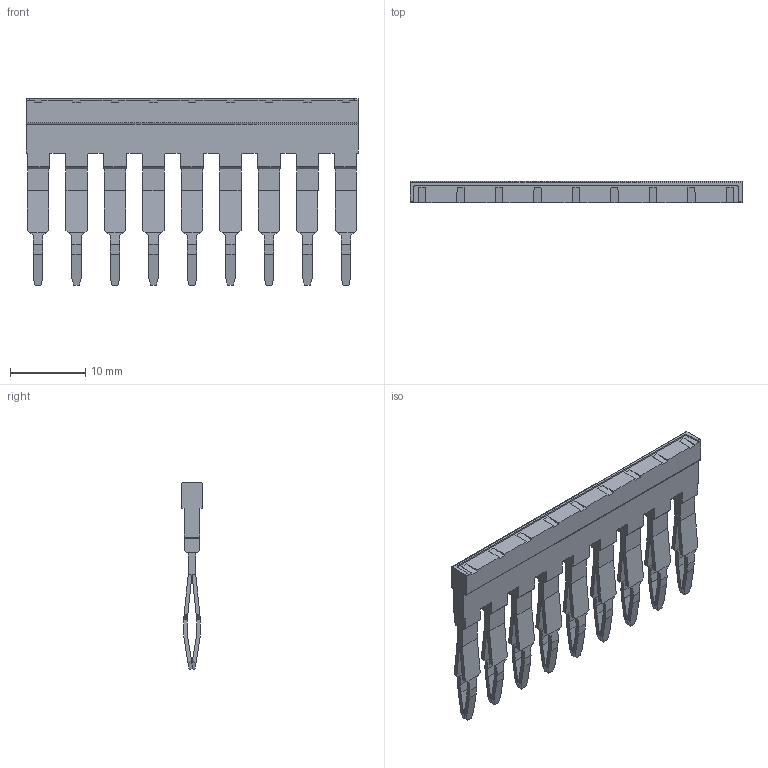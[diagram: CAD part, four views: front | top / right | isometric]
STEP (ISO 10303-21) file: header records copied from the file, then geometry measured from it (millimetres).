
FILE_DESCRIPTION(('CATIA V5 STEP Exchange','CAx-IF Rec.Pracs.--- Model Styling and Organization---1.4--- 2014-01-23'),'2;1');
FILE_NAME ('1373957-4_1', '2023-03-03T11:59:57+00:00', ('none'), ('Weidmueller'), 'CATIA Version 5-6 Release 2016 SP3 HF44', 'CATIA V5 STEP AP214', 'none');
FILE_SCHEMA(('AUTOMOTIVE_DESIGN { 1 0 10303 214 1 1 1 1 }'));
Length unit declared in the file: millimetre
Products named in the file (1): 2831630000
Bounding box: 44 x 2.8 x 24.72 mm (x, y, z)
Volume: 884.8 mm3; surface area: 2995.3 mm2
Topology: 10 solids, 10 shells, 529 faces, 1532 edges, 998 vertices
Faces by surface type: plane 466, bspline 36, cylinder 27
Entity records: 16423 total; most frequent: CARTESIAN_POINT 4082, ORIENTED_EDGE 3064, DIRECTION 1753, EDGE_CURVE 1532, VECTOR 1253, LINE 1253, VERTEX_POINT 998, EDGE_LOOP 538
